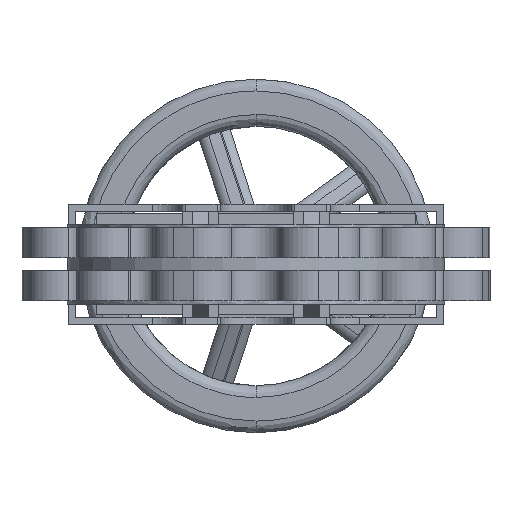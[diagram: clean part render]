
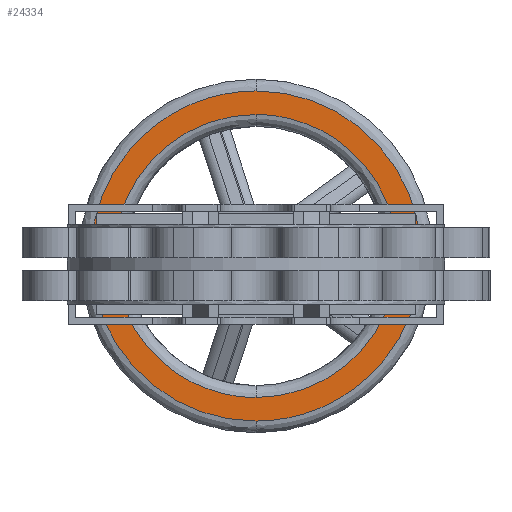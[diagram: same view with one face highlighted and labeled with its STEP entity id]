
A CAD part, front view. The second image highlights one B-rep face of the part: STEP entity #24334.
In plain terms, the highlighted planar face has unit normal (0, -1, 0).
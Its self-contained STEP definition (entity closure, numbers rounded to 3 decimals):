
#1501 =( BOUNDED_CURVE ( )  B_SPLINE_CURVE ( 3, ( #6954, #46837, #42579, #37582 ),
 .UNSPECIFIED., .F., .F. ) 
 B_SPLINE_CURVE_WITH_KNOTS ( ( 4, 4 ),
 ( 0., 1. ),
 .UNSPECIFIED. ) 
 CURVE ( )  GEOMETRIC_REPRESENTATION_ITEM ( )  RATIONAL_B_SPLINE_CURVE ( ( 1., 0.333, 0.333, 1. ) ) 
 REPRESENTATION_ITEM ( '' )  );
#3519 = VERTEX_POINT ( 'NONE', #20009 ) ;
#3916 = CARTESIAN_POINT ( 'NONE',  ( 0., 706., -118.5 ) ) ;
#5355 = ORIENTED_EDGE ( 'NONE', *, *, #28855, .F. ) ;
#6954 = CARTESIAN_POINT ( 'NONE',  ( 0., 706., -138.5 ) ) ;
#8435 = DIRECTION ( 'NONE',  ( 0., 1., 0. ) ) ;
#11512 = FACE_OUTER_BOUND ( 'NONE', #30041, .T. ) ;
#11868 = CARTESIAN_POINT ( 'NONE',  ( 280., 706., 141.5 ) ) ;
#12019 = CARTESIAN_POINT ( 'NONE',  ( 0., 706., 121.5 ) ) ;
#12057 = CARTESIAN_POINT ( 'NONE',  ( 0., 706., 141.5 ) ) ;
#14407 = CARTESIAN_POINT ( 'NONE',  ( 240., 706., -118.5 ) ) ;
#15312 = EDGE_CURVE ( 'NONE', #34302, #34750, #21962, .T. ) ;
#16612 = PLANE ( 'NONE',  #35746 ) ;
#17275 = ORIENTED_EDGE ( 'NONE', *, *, #37197, .F. ) ;
#18656 = CARTESIAN_POINT ( 'NONE',  ( -240., 706., -118.5 ) ) ;
#20009 = CARTESIAN_POINT ( 'NONE',  ( 0., 706., -138.5 ) ) ;
#20963 = CARTESIAN_POINT ( 'NONE',  ( 280., 706., -138.5 ) ) ;
#21962 =( BOUNDED_CURVE ( )  B_SPLINE_CURVE ( 3, ( #53898, #44943, #18656, #22543 ),
 .UNSPECIFIED., .F., .F. ) 
 B_SPLINE_CURVE_WITH_KNOTS ( ( 4, 4 ),
 ( 0., 1. ),
 .UNSPECIFIED. ) 
 CURVE ( )  GEOMETRIC_REPRESENTATION_ITEM ( )  RATIONAL_B_SPLINE_CURVE ( ( 1., 0.333, 0.333, 1. ) ) 
 REPRESENTATION_ITEM ( '' )  );
#22543 = CARTESIAN_POINT ( 'NONE',  ( 0., 706., -118.5 ) ) ;
#24334 = ADVANCED_FACE ( 'NONE', ( #11512, #55866 ), #16612, .F. ) ;
#28855 = EDGE_CURVE ( 'NONE', #34750, #34302, #45430, .T. ) ;
#30041 = EDGE_LOOP ( 'NONE', ( #17275, #39812 ) ) ;
#31998 = CARTESIAN_POINT ( 'NONE',  ( 0., 706., -118.5 ) ) ;
#32998 =( BOUNDED_CURVE ( )  B_SPLINE_CURVE ( 3, ( #12057, #11868, #20963, #47244 ),
 .UNSPECIFIED., .F., .F. ) 
 B_SPLINE_CURVE_WITH_KNOTS ( ( 4, 4 ),
 ( 0., 1. ),
 .UNSPECIFIED. ) 
 CURVE ( )  GEOMETRIC_REPRESENTATION_ITEM ( )  RATIONAL_B_SPLINE_CURVE ( ( 1., 0.333, 0.333, 1. ) ) 
 REPRESENTATION_ITEM ( '' )  );
#33300 = VERTEX_POINT ( 'NONE', #43441 ) ;
#34302 = VERTEX_POINT ( 'NONE', #12019 ) ;
#34750 = VERTEX_POINT ( 'NONE', #3916 ) ;
#35746 = AXIS2_PLACEMENT_3D ( 'NONE', #57096, #8435, #39250 ) ;
#37197 = EDGE_CURVE ( 'NONE', #33300, #3519, #32998, .T. ) ;
#37582 = CARTESIAN_POINT ( 'NONE',  ( 0., 706., 141.5 ) ) ;
#39250 = DIRECTION ( 'NONE',  ( 0., 0., 1. ) ) ;
#39812 = ORIENTED_EDGE ( 'NONE', *, *, #43653, .F. ) ;
#41099 = CARTESIAN_POINT ( 'NONE',  ( 0., 706., 121.5 ) ) ;
#42579 = CARTESIAN_POINT ( 'NONE',  ( -280., 706., 141.5 ) ) ;
#43441 = CARTESIAN_POINT ( 'NONE',  ( 0., 706., 141.5 ) ) ;
#43653 = EDGE_CURVE ( 'NONE', #3519, #33300, #1501, .T. ) ;
#44235 = ORIENTED_EDGE ( 'NONE', *, *, #15312, .F. ) ;
#44943 = CARTESIAN_POINT ( 'NONE',  ( -240., 706., 121.5 ) ) ;
#45135 = CARTESIAN_POINT ( 'NONE',  ( 240., 706., 121.5 ) ) ;
#45430 =( BOUNDED_CURVE ( )  B_SPLINE_CURVE ( 3, ( #31998, #14407, #45135, #41099 ),
 .UNSPECIFIED., .F., .F. ) 
 B_SPLINE_CURVE_WITH_KNOTS ( ( 4, 4 ),
 ( 0., 1. ),
 .UNSPECIFIED. ) 
 CURVE ( )  GEOMETRIC_REPRESENTATION_ITEM ( )  RATIONAL_B_SPLINE_CURVE ( ( 1., 0.333, 0.333, 1. ) ) 
 REPRESENTATION_ITEM ( '' )  );
#46837 = CARTESIAN_POINT ( 'NONE',  ( -280., 706., -138.5 ) ) ;
#47244 = CARTESIAN_POINT ( 'NONE',  ( 0., 706., -138.5 ) ) ;
#48479 = EDGE_LOOP ( 'NONE', ( #44235, #5355 ) ) ;
#53898 = CARTESIAN_POINT ( 'NONE',  ( 0., 706., 121.5 ) ) ;
#55866 = FACE_BOUND ( 'NONE', #48479, .T. ) ;
#57096 = CARTESIAN_POINT ( 'NONE',  ( 0., 706., 1.5 ) ) ;
